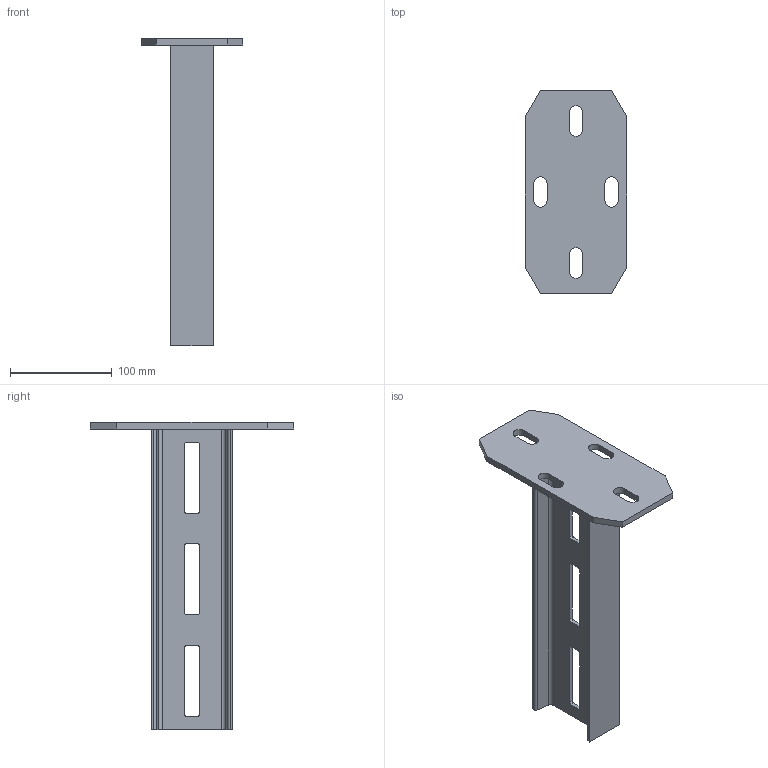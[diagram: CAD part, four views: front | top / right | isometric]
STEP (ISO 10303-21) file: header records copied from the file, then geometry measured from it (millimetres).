
FILE_DESCRIPTION (( 'STEP AP203' ), '1' );
FILE_NAME ('6361056_org.STEP', '2012-06-25T06:53:19', ( '' ), ( '' ), 'SwSTEP 2.0', 'SolidWorks 2012', '' );
FILE_SCHEMA (( 'CONFIG_CONTROL_DESIGN' ));
Length unit declared in the file: millimetre
Products named in the file (3): 6361056_org; KTS 02.020-001; KTS 01.001-035-2000_L296
Assembly tree (2 placements, depth 2):
  6361056_org
    KTS 01.001-035-2000_L296
    KTS 02.020-001
Bounding box: 100 x 200 x 302.5 mm (x, y, z)
Volume: 328323.7 mm3; surface area: 128326.8 mm2
Topology: 2 solids, 2 shells, 76 faces, 216 edges, 144 vertices
Faces by surface type: plane 44, cylinder 32
Entity records: 2817 total; most frequent: DIRECTION 442, CARTESIAN_POINT 441, ORIENTED_EDGE 432, EDGE_CURVE 216, VECTOR 152, LINE 152, AXIS2_PLACEMENT_3D 145, VERTEX_POINT 144
